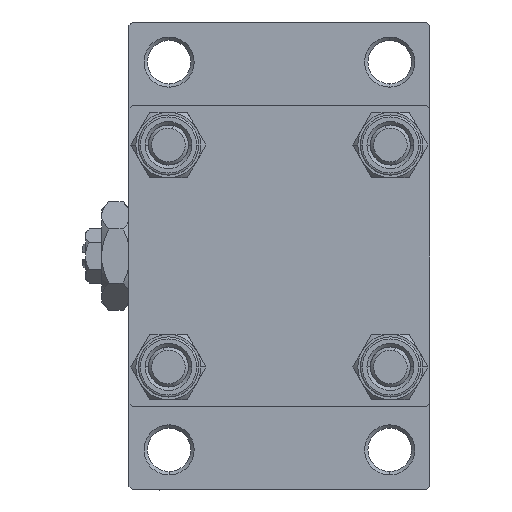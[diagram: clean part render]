
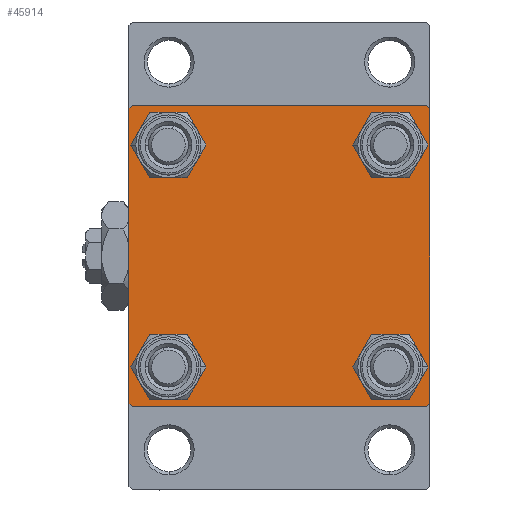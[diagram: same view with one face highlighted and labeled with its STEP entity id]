
A CAD part, left-side view. The second image highlights one B-rep face of the part: STEP entity #45914.
In plain terms, the highlighted planar face has unit normal (-1, 0, 0).
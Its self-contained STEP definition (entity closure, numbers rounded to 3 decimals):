
#61 = VECTOR ( 'NONE', #46488, 1000. ) ;
#259 = VERTEX_POINT ( 'NONE', #35967 ) ;
#584 = DIRECTION ( 'NONE',  ( 1., 0., 0. ) ) ;
#638 = ORIENTED_EDGE ( 'NONE', *, *, #7744, .T. ) ;
#658 = PLANE ( 'NONE',  #17235 ) ;
#1054 = CARTESIAN_POINT ( 'NONE',  ( 0., -22., 22.5 ) ) ;
#3023 = EDGE_CURVE ( 'NONE', #40827, #12217, #46550, .T. ) ;
#3129 = EDGE_CURVE ( 'NONE', #36772, #12217, #36245, .T. ) ;
#4956 = EDGE_CURVE ( 'NONE', #33111, #25758, #42306, .T. ) ;
#5058 = VERTEX_POINT ( 'NONE', #24452 ) ;
#5281 = VERTEX_POINT ( 'NONE', #34962 ) ;
#7395 = AXIS2_PLACEMENT_3D ( 'NONE', #48425, #36646, #10757 ) ;
#7432 = DIRECTION ( 'NONE',  ( 1., 0., 0. ) ) ;
#7512 = CIRCLE ( 'NONE', #43621, 3.5 ) ;
#7544 = VECTOR ( 'NONE', #45923, 1000. ) ;
#7652 = DIRECTION ( 'NONE',  ( 0., -0.707, -0.707 ) ) ;
#7744 = EDGE_CURVE ( 'NONE', #45036, #42971, #30592, .T. ) ;
#7856 = DIRECTION ( 'NONE',  ( 0., 0., 1. ) ) ;
#7998 = LINE ( 'NONE', #30619, #7544 ) ;
#8064 = LINE ( 'NONE', #15855, #61 ) ;
#8270 = VERTEX_POINT ( 'NONE', #45913 ) ;
#8671 = DIRECTION ( 'NONE',  ( 0., 0., 1. ) ) ;
#9102 = CARTESIAN_POINT ( 'NONE',  ( 0., -22.5, 22.5 ) ) ;
#9746 = CARTESIAN_POINT ( 'NONE',  ( 0., 16.6, 20.1 ) ) ;
#10104 = CARTESIAN_POINT ( 'NONE',  ( 0., -22.25, 22.25 ) ) ;
#10270 = VECTOR ( 'NONE', #28282, 1000. ) ;
#10487 = ORIENTED_EDGE ( 'NONE', *, *, #13705, .T. ) ;
#10757 = DIRECTION ( 'NONE',  ( 0., 0., 1. ) ) ;
#11153 = CARTESIAN_POINT ( 'NONE',  ( 0., -16.6, -20.1 ) ) ;
#11693 = FACE_BOUND ( 'NONE', #29739, .T. ) ;
#11861 = ORIENTED_EDGE ( 'NONE', *, *, #4956, .T. ) ;
#11910 = VERTEX_POINT ( 'NONE', #12166 ) ;
#12010 = CARTESIAN_POINT ( 'NONE',  ( 0., -22., -22.5 ) ) ;
#12143 = DIRECTION ( 'NONE',  ( 0., -1., 0. ) ) ;
#12166 = CARTESIAN_POINT ( 'NONE',  ( 0., 22.5, 22. ) ) ;
#12217 = VERTEX_POINT ( 'NONE', #1054 ) ;
#13249 = CIRCLE ( 'NONE', #16447, 3.5 ) ;
#13614 = ORIENTED_EDGE ( 'NONE', *, *, #45909, .T. ) ;
#13705 = EDGE_CURVE ( 'NONE', #5058, #42910, #38063, .T. ) ;
#13814 = CIRCLE ( 'NONE', #7395, 3.5 ) ;
#14004 = CARTESIAN_POINT ( 'NONE',  ( 0., 22.25, -22.25 ) ) ;
#14007 = AXIS2_PLACEMENT_3D ( 'NONE', #22936, #34003, #27460 ) ;
#15521 = DIRECTION ( 'NONE',  ( 0., 0., 1. ) ) ;
#15779 = DIRECTION ( 'NONE',  ( 0., 0., 1. ) ) ;
#15855 = CARTESIAN_POINT ( 'NONE',  ( 0., 22.5, -22.5 ) ) ;
#16124 = CARTESIAN_POINT ( 'NONE',  ( 0., 22.5, 22.5 ) ) ;
#16434 = ORIENTED_EDGE ( 'NONE', *, *, #43638, .T. ) ;
#16447 = AXIS2_PLACEMENT_3D ( 'NONE', #35062, #7432, #30807 ) ;
#17104 = CARTESIAN_POINT ( 'NONE',  ( 0., 22., -22.5 ) ) ;
#17235 = AXIS2_PLACEMENT_3D ( 'NONE', #42342, #23751, #27525 ) ;
#17403 = DIRECTION ( 'NONE',  ( 0., 0.707, 0.707 ) ) ;
#17429 = ORIENTED_EDGE ( 'NONE', *, *, #41941, .T. ) ;
#17743 = ORIENTED_EDGE ( 'NONE', *, *, #3023, .F. ) ;
#17812 = ORIENTED_EDGE ( 'NONE', *, *, #29702, .T. ) ;
#18322 = CARTESIAN_POINT ( 'NONE',  ( 0., 22., 22.5 ) ) ;
#18348 = EDGE_CURVE ( 'NONE', #42910, #5058, #22024, .T. ) ;
#18379 = ORIENTED_EDGE ( 'NONE', *, *, #37905, .T. ) ;
#19287 = CARTESIAN_POINT ( 'NONE',  ( 0., 16.6, -16.6 ) ) ;
#19389 = LINE ( 'NONE', #16124, #48360 ) ;
#20483 = LINE ( 'NONE', #35816, #10270 ) ;
#21597 = VECTOR ( 'NONE', #7652, 1000. ) ;
#21705 = AXIS2_PLACEMENT_3D ( 'NONE', #42771, #584, #7856 ) ;
#22024 = CIRCLE ( 'NONE', #28465, 3.5 ) ;
#22306 = AXIS2_PLACEMENT_3D ( 'NONE', #19287, #45906, #15521 ) ;
#22936 = CARTESIAN_POINT ( 'NONE',  ( 0., -16.6, 16.6 ) ) ;
#23751 = DIRECTION ( 'NONE',  ( -1., 0., 0. ) ) ;
#23974 = VERTEX_POINT ( 'NONE', #9746 ) ;
#24452 = CARTESIAN_POINT ( 'NONE',  ( 0., -16.6, 20.1 ) ) ;
#24860 = EDGE_CURVE ( 'NONE', #40827, #11910, #20483, .T. ) ;
#25214 = CARTESIAN_POINT ( 'NONE',  ( 0., -16.6, 13.1 ) ) ;
#25758 = VERTEX_POINT ( 'NONE', #17104 ) ;
#26926 = EDGE_LOOP ( 'NONE', ( #37018, #13614 ) ) ;
#27028 = FACE_OUTER_BOUND ( 'NONE', #29909, .T. ) ;
#27207 = LINE ( 'NONE', #9102, #37190 ) ;
#27332 = CARTESIAN_POINT ( 'NONE',  ( 0., -16.6, -16.6 ) ) ;
#27460 = DIRECTION ( 'NONE',  ( 0., 0., 1. ) ) ;
#27525 = DIRECTION ( 'NONE',  ( 0., 0., 1. ) ) ;
#27760 = CARTESIAN_POINT ( 'NONE',  ( 0., 16.6, 16.6 ) ) ;
#28282 = DIRECTION ( 'NONE',  ( 0., 0.707, -0.707 ) ) ;
#28465 = AXIS2_PLACEMENT_3D ( 'NONE', #30132, #45438, #42425 ) ;
#28668 = ORIENTED_EDGE ( 'NONE', *, *, #45508, .T. ) ;
#28707 = EDGE_LOOP ( 'NONE', ( #10487, #46841 ) ) ;
#29702 = EDGE_CURVE ( 'NONE', #8270, #43714, #37547, .T. ) ;
#29739 = EDGE_LOOP ( 'NONE', ( #18379, #17812 ) ) ;
#29909 = EDGE_LOOP ( 'NONE', ( #17429, #11861, #45713, #16434, #48194, #42473, #17743, #32422 ) ) ;
#30132 = CARTESIAN_POINT ( 'NONE',  ( 0., -16.6, 16.6 ) ) ;
#30592 = CIRCLE ( 'NONE', #21705, 3.5 ) ;
#30619 = CARTESIAN_POINT ( 'NONE',  ( 0., -22.25, -22.25 ) ) ;
#30807 = DIRECTION ( 'NONE',  ( 0., 0., 1. ) ) ;
#31258 = CARTESIAN_POINT ( 'NONE',  ( 0., 22.5, 22.5 ) ) ;
#31726 = CARTESIAN_POINT ( 'NONE',  ( 0., -16.6, -13.1 ) ) ;
#32422 = ORIENTED_EDGE ( 'NONE', *, *, #24860, .T. ) ;
#33111 = VERTEX_POINT ( 'NONE', #49034 ) ;
#34003 = DIRECTION ( 'NONE',  ( 1., 0., 0. ) ) ;
#34095 = AXIS2_PLACEMENT_3D ( 'NONE', #27332, #46900, #15779 ) ;
#34388 = VECTOR ( 'NONE', #17403, 1000. ) ;
#34962 = CARTESIAN_POINT ( 'NONE',  ( 0., -22.5, -22. ) ) ;
#35062 = CARTESIAN_POINT ( 'NONE',  ( 0., 16.6, 16.6 ) ) ;
#35428 = EDGE_CURVE ( 'NONE', #25758, #49219, #8064, .T. ) ;
#35785 = DIRECTION ( 'NONE',  ( 1., 0., 0. ) ) ;
#35816 = CARTESIAN_POINT ( 'NONE',  ( 0., 22.25, 22.25 ) ) ;
#35967 = CARTESIAN_POINT ( 'NONE',  ( 0., 16.6, 13.1 ) ) ;
#36245 = LINE ( 'NONE', #10104, #34388 ) ;
#36646 = DIRECTION ( 'NONE',  ( 1., 0., 0. ) ) ;
#36772 = VERTEX_POINT ( 'NONE', #41950 ) ;
#37018 = ORIENTED_EDGE ( 'NONE', *, *, #42742, .T. ) ;
#37190 = VECTOR ( 'NONE', #38506, 1000. ) ;
#37547 = CIRCLE ( 'NONE', #22306, 3.5 ) ;
#37905 = EDGE_CURVE ( 'NONE', #43714, #8270, #13814, .T. ) ;
#38063 = CIRCLE ( 'NONE', #14007, 3.5 ) ;
#38506 = DIRECTION ( 'NONE',  ( 0., 0., -1. ) ) ;
#40791 = VECTOR ( 'NONE', #12143, 1000. ) ;
#40827 = VERTEX_POINT ( 'NONE', #18322 ) ;
#41475 = EDGE_LOOP ( 'NONE', ( #28668, #638 ) ) ;
#41941 = EDGE_CURVE ( 'NONE', #11910, #33111, #19389, .T. ) ;
#41950 = CARTESIAN_POINT ( 'NONE',  ( 0., -22.5, 22. ) ) ;
#42239 = DIRECTION ( 'NONE',  ( 0., 0., -1. ) ) ;
#42306 = LINE ( 'NONE', #14004, #21597 ) ;
#42342 = CARTESIAN_POINT ( 'NONE',  ( 0., 0., 0. ) ) ;
#42425 = DIRECTION ( 'NONE',  ( 0., 0., 1. ) ) ;
#42473 = ORIENTED_EDGE ( 'NONE', *, *, #3129, .T. ) ;
#42742 = EDGE_CURVE ( 'NONE', #23974, #259, #7512, .T. ) ;
#42771 = CARTESIAN_POINT ( 'NONE',  ( 0., -16.6, -16.6 ) ) ;
#42878 = CIRCLE ( 'NONE', #34095, 3.5 ) ;
#42910 = VERTEX_POINT ( 'NONE', #25214 ) ;
#42971 = VERTEX_POINT ( 'NONE', #31726 ) ;
#43075 = EDGE_CURVE ( 'NONE', #36772, #5281, #27207, .T. ) ;
#43621 = AXIS2_PLACEMENT_3D ( 'NONE', #27760, #35785, #8671 ) ;
#43638 = EDGE_CURVE ( 'NONE', #49219, #5281, #7998, .T. ) ;
#43714 = VERTEX_POINT ( 'NONE', #47887 ) ;
#45036 = VERTEX_POINT ( 'NONE', #11153 ) ;
#45438 = DIRECTION ( 'NONE',  ( 1., 0., 0. ) ) ;
#45508 = EDGE_CURVE ( 'NONE', #42971, #45036, #42878, .T. ) ;
#45713 = ORIENTED_EDGE ( 'NONE', *, *, #35428, .T. ) ;
#45861 = FACE_BOUND ( 'NONE', #41475, .T. ) ;
#45906 = DIRECTION ( 'NONE',  ( 1., 0., 0. ) ) ;
#45909 = EDGE_CURVE ( 'NONE', #259, #23974, #13249, .T. ) ;
#45913 = CARTESIAN_POINT ( 'NONE',  ( 0., 16.6, -20.1 ) ) ;
#45914 = ADVANCED_FACE ( 'NONE', ( #46600, #45861, #11693, #46107, #27028 ), #658, .T. ) ;
#45923 = DIRECTION ( 'NONE',  ( 0., -0.707, 0.707 ) ) ;
#46107 = FACE_BOUND ( 'NONE', #26926, .T. ) ;
#46488 = DIRECTION ( 'NONE',  ( 0., -1., 0. ) ) ;
#46550 = LINE ( 'NONE', #31258, #40791 ) ;
#46600 = FACE_BOUND ( 'NONE', #28707, .T. ) ;
#46841 = ORIENTED_EDGE ( 'NONE', *, *, #18348, .T. ) ;
#46900 = DIRECTION ( 'NONE',  ( 1., 0., 0. ) ) ;
#47887 = CARTESIAN_POINT ( 'NONE',  ( 0., 16.6, -13.1 ) ) ;
#48194 = ORIENTED_EDGE ( 'NONE', *, *, #43075, .F. ) ;
#48360 = VECTOR ( 'NONE', #42239, 1000. ) ;
#48425 = CARTESIAN_POINT ( 'NONE',  ( 0., 16.6, -16.6 ) ) ;
#49034 = CARTESIAN_POINT ( 'NONE',  ( 0., 22.5, -22. ) ) ;
#49219 = VERTEX_POINT ( 'NONE', #12010 ) ;
